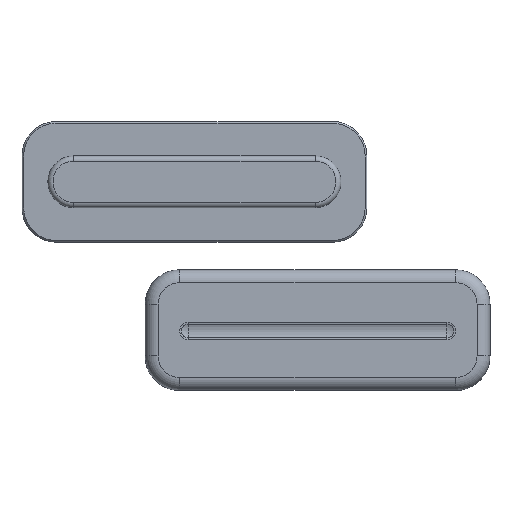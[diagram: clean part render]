
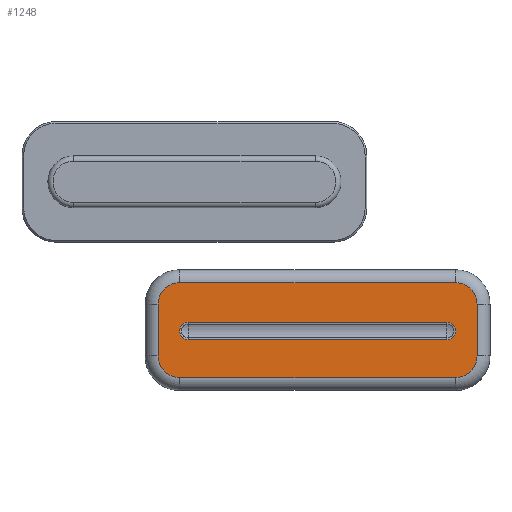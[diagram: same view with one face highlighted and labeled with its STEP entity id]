
A CAD part, top view. The second image highlights one B-rep face of the part: STEP entity #1248.
In plain terms, the highlighted planar face has unit normal (0, 0, 1).
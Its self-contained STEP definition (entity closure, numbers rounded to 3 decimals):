
#31=FACE_BOUND('',#427,.T.);
#71=PLANE('',#1409);
#132=LINE('',#2208,#216);
#134=LINE('',#2220,#218);
#136=LINE('',#2232,#220);
#138=LINE('',#2244,#222);
#146=LINE('',#2295,#230);
#147=LINE('',#2298,#231);
#216=VECTOR('',#1695,10.);
#218=VECTOR('',#1709,10.);
#220=VECTOR('',#1723,10.);
#222=VECTOR('',#1737,10.);
#230=VECTOR('',#1763,10.);
#231=VECTOR('',#1766,10.);
#340=FACE_OUTER_BOUND('',#426,.T.);
#426=EDGE_LOOP('',(#1073,#1074,#1075,#1076,#1077,#1078,#1079,#1080));
#427=EDGE_LOOP('',(#1081,#1082,#1083,#1084));
#501=CIRCLE('',#1387,1.25);
#505=CIRCLE('',#1393,1.25);
#509=CIRCLE('',#1399,1.25);
#512=CIRCLE('',#1404,1.25);
#513=CIRCLE('',#1410,0.507);
#514=CIRCLE('',#1411,0.507);
#589=VERTEX_POINT('',#2201);
#592=VERTEX_POINT('',#2206);
#593=VERTEX_POINT('',#2210);
#595=VERTEX_POINT('',#2216);
#597=VERTEX_POINT('',#2222);
#599=VERTEX_POINT('',#2228);
#601=VERTEX_POINT('',#2234);
#603=VERTEX_POINT('',#2240);
#610=VERTEX_POINT('',#2291);
#611=VERTEX_POINT('',#2292);
#612=VERTEX_POINT('',#2294);
#613=VERTEX_POINT('',#2296);
#742=EDGE_CURVE('',#592,#589,#132,.T.);
#745=EDGE_CURVE('',#589,#593,#501,.T.);
#748=EDGE_CURVE('',#593,#595,#134,.T.);
#751=EDGE_CURVE('',#595,#597,#505,.T.);
#754=EDGE_CURVE('',#597,#599,#136,.T.);
#757=EDGE_CURVE('',#599,#601,#509,.T.);
#760=EDGE_CURVE('',#601,#603,#138,.T.);
#762=EDGE_CURVE('',#603,#592,#512,.T.);
#772=EDGE_CURVE('',#610,#611,#513,.T.);
#773=EDGE_CURVE('',#612,#610,#146,.T.);
#774=EDGE_CURVE('',#613,#612,#514,.T.);
#775=EDGE_CURVE('',#611,#613,#147,.T.);
#1073=ORIENTED_EDGE('',*,*,#742,.F.);
#1074=ORIENTED_EDGE('',*,*,#762,.F.);
#1075=ORIENTED_EDGE('',*,*,#760,.F.);
#1076=ORIENTED_EDGE('',*,*,#757,.F.);
#1077=ORIENTED_EDGE('',*,*,#754,.F.);
#1078=ORIENTED_EDGE('',*,*,#751,.F.);
#1079=ORIENTED_EDGE('',*,*,#748,.F.);
#1080=ORIENTED_EDGE('',*,*,#745,.F.);
#1081=ORIENTED_EDGE('',*,*,#772,.F.);
#1082=ORIENTED_EDGE('',*,*,#773,.F.);
#1083=ORIENTED_EDGE('',*,*,#774,.F.);
#1084=ORIENTED_EDGE('',*,*,#775,.F.);
#1248=ADVANCED_FACE('',(#340,#31),#71,.T.);
#1387=AXIS2_PLACEMENT_3D('',#2214,#1702,#1703);
#1393=AXIS2_PLACEMENT_3D('',#2226,#1716,#1717);
#1399=AXIS2_PLACEMENT_3D('',#2238,#1730,#1731);
#1404=AXIS2_PLACEMENT_3D('',#2247,#1742,#1743);
#1409=AXIS2_PLACEMENT_3D('',#2290,#1759,#1760);
#1410=AXIS2_PLACEMENT_3D('',#2293,#1761,#1762);
#1411=AXIS2_PLACEMENT_3D('',#2297,#1764,#1765);
#1695=DIRECTION('',(1.,0.,0.));
#1702=DIRECTION('center_axis',(0.,0.,
-1.));
#1703=DIRECTION('ref_axis',(0.707,0.707,0.));
#1709=DIRECTION('',(0.,-1.,0.));
#1716=DIRECTION('center_axis',(0.,0.,
-1.));
#1717=DIRECTION('ref_axis',(0.707,-0.707,0.));
#1723=DIRECTION('',(-1.,0.,0.));
#1730=DIRECTION('center_axis',(0.,0.,
-1.));
#1731=DIRECTION('ref_axis',(-0.707,-0.707,0.));
#1737=DIRECTION('',(0.,1.,0.));
#1742=DIRECTION('center_axis',(0.,0.,
-1.));
#1743=DIRECTION('ref_axis',(-0.707,0.707,0.));
#1759=DIRECTION('center_axis',(0.,0.,
1.));
#1760=DIRECTION('ref_axis',(-1.,0.,0.));
#1761=DIRECTION('center_axis',(0.,0.,
1.));
#1762=DIRECTION('ref_axis',(1.,0.,0.));
#1763=DIRECTION('',(1.,0.,0.));
#1764=DIRECTION('center_axis',(0.,0.,
1.));
#1765=DIRECTION('ref_axis',(-1.,0.,0.));
#1766=DIRECTION('',(-1.,0.,0.));
#2201=CARTESIAN_POINT('',(63.017,-30.296,-9.843));
#2206=CARTESIAN_POINT('',(47.017,-30.296,-9.843));
#2208=CARTESIAN_POINT('',(262.517,-30.296,-9.843));
#2210=CARTESIAN_POINT('',(64.267,-31.546,-9.843));
#2214=CARTESIAN_POINT('Origin',(63.017,-31.546,-9.843));
#2216=CARTESIAN_POINT('',(64.267,-34.546,-9.843));
#2220=CARTESIAN_POINT('',(64.267,-31.296,-9.843));
#2222=CARTESIAN_POINT('',(63.017,-35.796,-9.843));
#2226=CARTESIAN_POINT('Origin',(63.017,-34.546,-9.843));
#2228=CARTESIAN_POINT('',(47.017,-35.796,-9.843));
#2232=CARTESIAN_POINT('',(117.517,-35.796,-9.843));
#2234=CARTESIAN_POINT('',(45.767,-34.546,-9.843));
#2238=CARTESIAN_POINT('Origin',(47.017,-34.546,-9.843));
#2240=CARTESIAN_POINT('',(45.767,-31.546,-9.843));
#2244=CARTESIAN_POINT('',(45.767,-31.296,-9.843));
#2247=CARTESIAN_POINT('Origin',(47.017,-31.546,-9.843));
#2290=CARTESIAN_POINT('Origin',(190.017,-33.046,-9.843));
#2291=CARTESIAN_POINT('',(62.517,-33.605,-9.843));
#2292=CARTESIAN_POINT('',(62.517,-32.592,-9.843));
#2293=CARTESIAN_POINT('Origin',(62.517,-33.098,-9.843));
#2294=CARTESIAN_POINT('',(47.517,-33.605,-9.843));
#2295=CARTESIAN_POINT('',(46.517,-33.605,-9.843));
#2296=CARTESIAN_POINT('',(47.517,-32.592,-9.843));
#2297=CARTESIAN_POINT('Origin',(47.517,-33.098,-9.843));
#2298=CARTESIAN_POINT('',(46.517,-32.592,-9.843));
